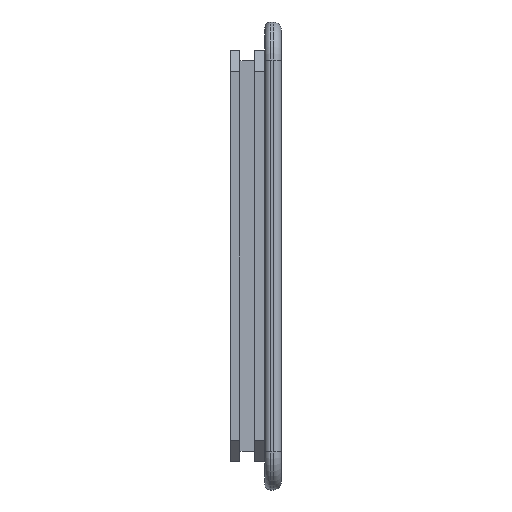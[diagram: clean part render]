
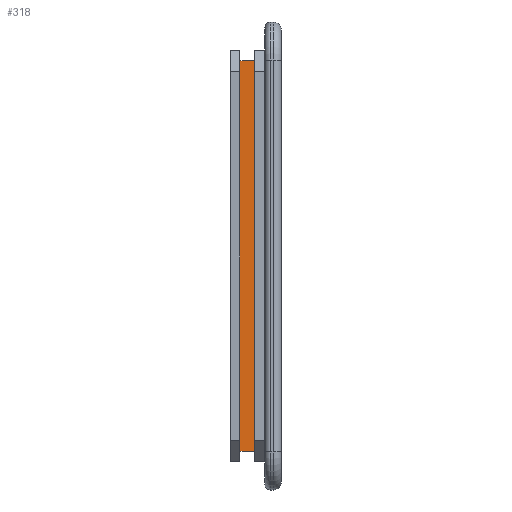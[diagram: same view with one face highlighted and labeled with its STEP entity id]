
A CAD part, left-side view. The second image highlights one B-rep face of the part: STEP entity #318.
In plain terms, the highlighted planar face has unit normal (-1, 0, 0).
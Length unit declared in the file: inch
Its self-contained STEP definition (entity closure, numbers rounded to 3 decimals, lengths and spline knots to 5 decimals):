
#56 = DIRECTION ( 'NONE',  ( -1., 0., 0. ) ) ;
#127 = VECTOR ( 'NONE', #3338, 39.37008 ) ;
#318 = ADVANCED_FACE ( 'NONE', ( #405 ), #1817, .T. ) ;
#405 = FACE_OUTER_BOUND ( 'NONE', #2108, .T. ) ;
#413 = CARTESIAN_POINT ( 'NONE',  ( 0.0715, 0.049, -0.7885 ) ) ;
#431 = VERTEX_POINT ( 'NONE', #1245 ) ;
#508 = CARTESIAN_POINT ( 'NONE',  ( 0.0715, 0.076, -0.7885 ) ) ;
#516 = LINE ( 'NONE', #1930, #1995 ) ;
#633 = DIRECTION ( 'NONE',  ( 0., 1., 0. ) ) ;
#988 = EDGE_CURVE ( 'NONE', #2294, #3035, #2334, .T. ) ;
#1126 = LINE ( 'NONE', #1755, #4197 ) ;
#1176 = VECTOR ( 'NONE', #633, 39.37008 ) ;
#1200 = VERTEX_POINT ( 'NONE', #413 ) ;
#1206 = DIRECTION ( 'NONE',  ( 0., 1., 0. ) ) ;
#1212 = EDGE_CURVE ( 'NONE', #1200, #431, #1126, .T. ) ;
#1245 = CARTESIAN_POINT ( 'NONE',  ( 0.0715, 0.049, -0.0715 ) ) ;
#1331 = CARTESIAN_POINT ( 'NONE',  ( 0.0715, 0.049, -0.7885 ) ) ;
#1408 = ORIENTED_EDGE ( 'NONE', *, *, #1212, .T. ) ;
#1755 = CARTESIAN_POINT ( 'NONE',  ( 0.0715, 0.049, -0.7885 ) ) ;
#1813 = EDGE_CURVE ( 'NONE', #1200, #2294, #2045, .T. ) ;
#1817 = PLANE ( 'NONE',  #4238 ) ;
#1930 = CARTESIAN_POINT ( 'NONE',  ( 0.0715, 0.049, -0.0715 ) ) ;
#1995 = VECTOR ( 'NONE', #1206, 39.37008 ) ;
#2025 = DIRECTION ( 'NONE',  ( 0., 0., 1. ) ) ;
#2037 = EDGE_CURVE ( 'NONE', #431, #3035, #516, .T. ) ;
#2045 = LINE ( 'NONE', #1331, #1176 ) ;
#2108 = EDGE_LOOP ( 'NONE', ( #4498, #4288, #1408, #3286 ) ) ;
#2223 = CARTESIAN_POINT ( 'NONE',  ( 0.0715, 0.076, -0.0715 ) ) ;
#2294 = VERTEX_POINT ( 'NONE', #2348 ) ;
#2334 = LINE ( 'NONE', #508, #127 ) ;
#2348 = CARTESIAN_POINT ( 'NONE',  ( 0.0715, 0.076, -0.7885 ) ) ;
#3035 = VERTEX_POINT ( 'NONE', #2223 ) ;
#3193 = DIRECTION ( 'NONE',  ( 0., 0., 1. ) ) ;
#3231 = CARTESIAN_POINT ( 'NONE',  ( 0.0715, 0.049, -0.7885 ) ) ;
#3286 = ORIENTED_EDGE ( 'NONE', *, *, #2037, .T. ) ;
#3338 = DIRECTION ( 'NONE',  ( 0., 0., 1. ) ) ;
#4197 = VECTOR ( 'NONE', #3193, 39.37008 ) ;
#4238 = AXIS2_PLACEMENT_3D ( 'NONE', #3231, #56, #2025 ) ;
#4288 = ORIENTED_EDGE ( 'NONE', *, *, #1813, .F. ) ;
#4498 = ORIENTED_EDGE ( 'NONE', *, *, #988, .F. ) ;
